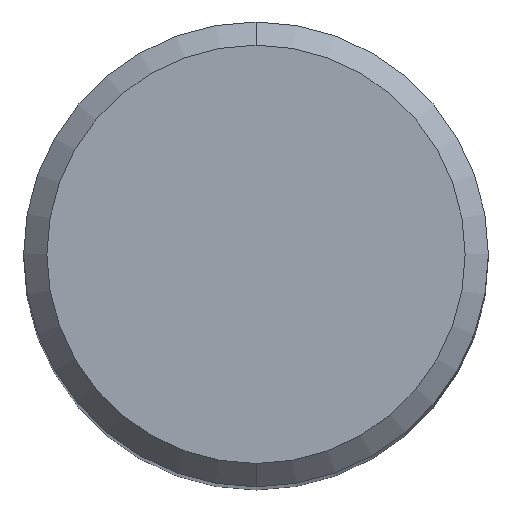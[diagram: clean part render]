
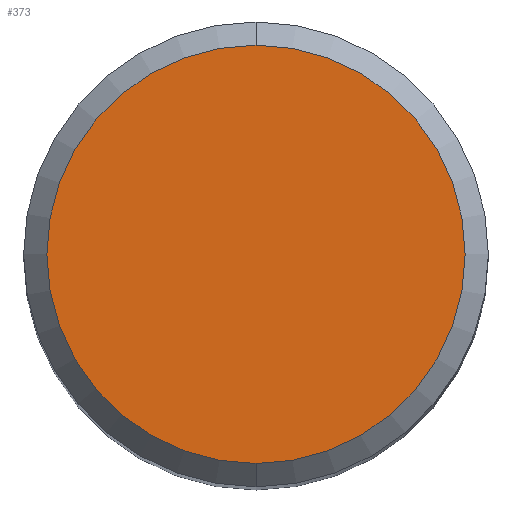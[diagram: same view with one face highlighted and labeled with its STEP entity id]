
A CAD part, top view. The second image highlights one B-rep face of the part: STEP entity #373.
In plain terms, the highlighted planar face has unit normal (0, 0, 1).
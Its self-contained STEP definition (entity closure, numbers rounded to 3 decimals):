
#373=ADVANCED_FACE('',(#951),#952,.T.);
#389=VERTEX_POINT('',#968);
#511=EDGE_CURVE('',#639,#389,#1103,.T.);
#639=VERTEX_POINT('',#1242);
#673=EDGE_CURVE('',#389,#639,#1278,.T.);
#951=FACE_OUTER_BOUND('',#2000,.T.);
#952=PLANE('',#2001);
#968=CARTESIAN_POINT('',(0.0,4.5,0.0));
#1103=CIRCLE('',#3169,4.5);
#1242=CARTESIAN_POINT('',(0.,-4.5,0.0));
#1278=CIRCLE('',#6511,4.5);
#2000=EDGE_LOOP('',(#9955,#9956));
#2001=AXIS2_PLACEMENT_3D('',#9957,#9958,#9959);
#3169=AXIS2_PLACEMENT_3D('',#10106,#10107,#10108);
#6511=AXIS2_PLACEMENT_3D('',#10265,#10266,#10267);
#9955=ORIENTED_EDGE('',*,*,#673,.F.);
#9956=ORIENTED_EDGE('',*,*,#511,.F.);
#9957=CARTESIAN_POINT('',(0.0,2.25,0.0));
#9958=DIRECTION('',(-0.0,0.0,1.0));
#9959=DIRECTION('',(0.0,-1.0,0.0));
#10106=CARTESIAN_POINT('',(0.0,0.0,0.0));
#10107=DIRECTION('',(0.0,0.0,-1.0));
#10108=DIRECTION('',(0.0,1.0,0.0));
#10265=CARTESIAN_POINT('',(0.0,0.0,0.0));
#10266=DIRECTION('',(0.0,0.0,-1.0));
#10267=DIRECTION('',(0.0,1.0,0.0));
